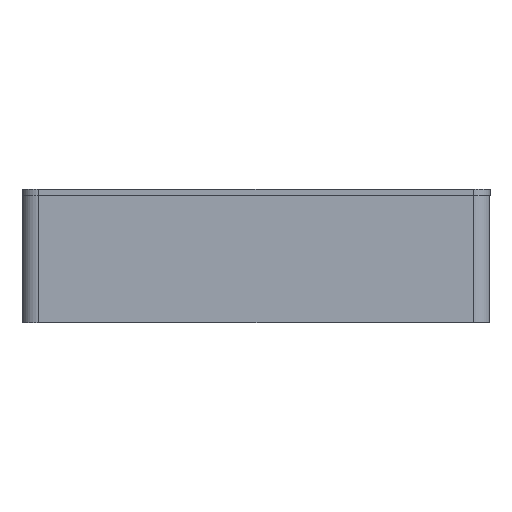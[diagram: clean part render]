
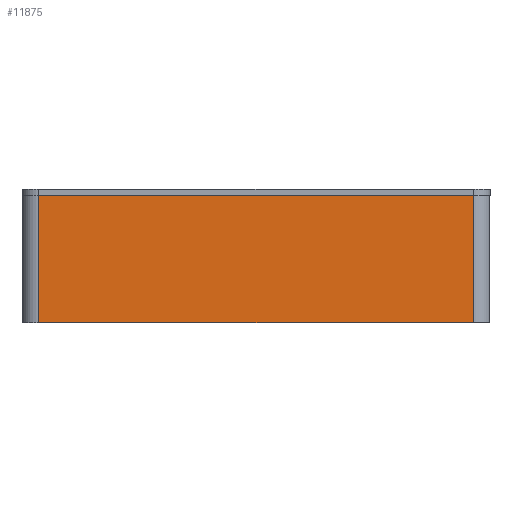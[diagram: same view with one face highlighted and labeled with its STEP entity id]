
A CAD part, left-side view. The second image highlights one B-rep face of the part: STEP entity #11875.
In plain terms, the highlighted planar face has unit normal (-1, 0, 0).
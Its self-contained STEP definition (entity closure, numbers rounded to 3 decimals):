
#987=LINE('',#18458,#2194);
#992=LINE('',#18488,#2199);
#995=LINE('',#18495,#2202);
#1023=LINE('',#18680,#2230);
#2194=VECTOR('',#14983,65.);
#2199=VECTOR('',#15014,19.);
#2202=VECTOR('',#15023,19.);
#2230=VECTOR('',#15235,65.);
#3384=PLANE('',#12716);
#4095=FACE_OUTER_BOUND('',#4834,.T.);
#4834=EDGE_LOOP('',(#10204,#10205,#10206,#10207));
#6160=VERTEX_POINT('',#18455);
#6161=VERTEX_POINT('',#18457);
#6173=VERTEX_POINT('',#18486);
#6174=VERTEX_POINT('',#18493);
#7536=EDGE_CURVE('',#6160,#6161,#987,.T.);
#7551=EDGE_CURVE('',#6173,#6160,#992,.T.);
#7555=EDGE_CURVE('',#6161,#6174,#995,.T.);
#7622=EDGE_CURVE('',#6174,#6173,#1023,.T.);
#10204=ORIENTED_EDGE('',*,*,#7551,.F.);
#10205=ORIENTED_EDGE('',*,*,#7622,.F.);
#10206=ORIENTED_EDGE('',*,*,#7555,.F.);
#10207=ORIENTED_EDGE('',*,*,#7536,.F.);
#11875=ADVANCED_FACE('',(#4095),#3384,.T.);
#12716=AXIS2_PLACEMENT_3D('',#18679,#15233,#15234);
#14983=DIRECTION('',(0.,1.,0.));
#15014=DIRECTION('',(0.,0.,-1.));
#15023=DIRECTION('',(0.,0.,1.));
#15233=DIRECTION('center_axis',(-1.,0.,0.));
#15234=DIRECTION('ref_axis',(0.,-1.,0.));
#15235=DIRECTION('',(0.,-1.,0.));
#18455=CARTESIAN_POINT('',(-70.,-32.5,0.));
#18457=CARTESIAN_POINT('',(-70.,32.5,0.));
#18458=CARTESIAN_POINT('',(-70.,-35.,0.));
#18486=CARTESIAN_POINT('',(-70.,-32.5,19.));
#18488=CARTESIAN_POINT('',(-70.,-32.5,0.));
#18493=CARTESIAN_POINT('',(-70.,32.5,19.));
#18495=CARTESIAN_POINT('',(-70.,32.5,0.));
#18679=CARTESIAN_POINT('Origin',(-70.,35.,0.));
#18680=CARTESIAN_POINT('',(-70.,-35.,19.));
